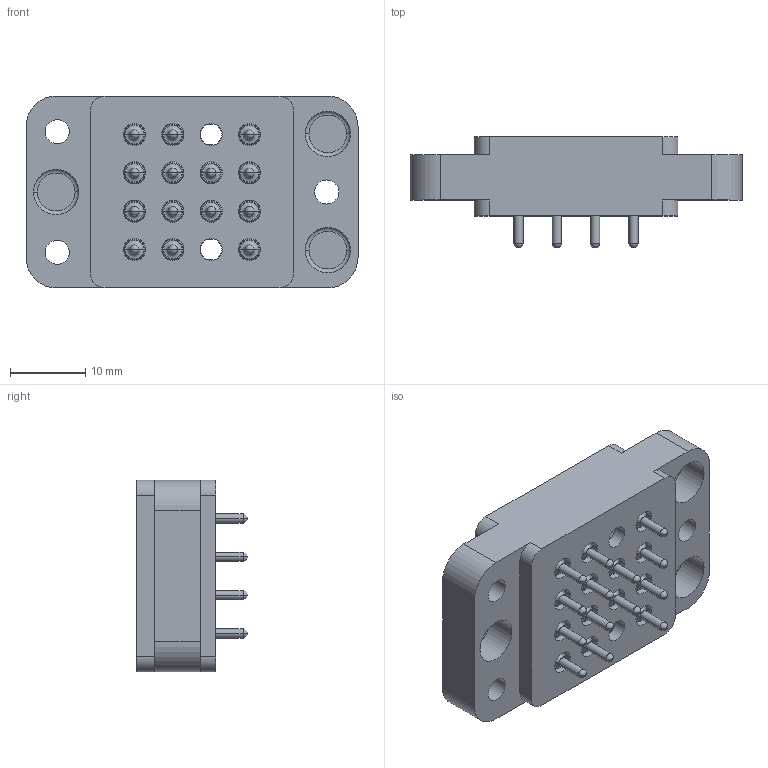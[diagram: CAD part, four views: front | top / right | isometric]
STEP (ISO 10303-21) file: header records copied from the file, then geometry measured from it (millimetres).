
FILE_DESCRIPTION((''),'2;1');
FILE_NAME('00150081602','2020-08-18T',('presta_be4'),(''),'CREO PARAMETRIC BY PTC INC, 2018360','CREO PARAMETRIC BY PTC INC, 2018360','');
FILE_SCHEMA(('CONFIG_CONTROL_DESIGN'));
Length unit declared in the file: millimetre
Products named in the file (1): 00150081602
Bounding box: 44 x 14.75 x 25.4 mm (x, y, z)
Volume: 8506.7 mm3; surface area: 7566.9 mm2
Topology: 15 solids, 15 shells, 1154 faces, 3027 edges, 1940 vertices
Faces by surface type: plane 630, cylinder 262, cone 144, torus 90, sphere 28
Entity records: 35933 total; most frequent: CARTESIAN_POINT 7185, DIRECTION 6071, ORIENTED_EDGE 5942, EDGE_CURVE 2971, AXIS2_PLACEMENT_3D 2170, VERTEX_POINT 1940, VECTOR 1731, LINE 1731
